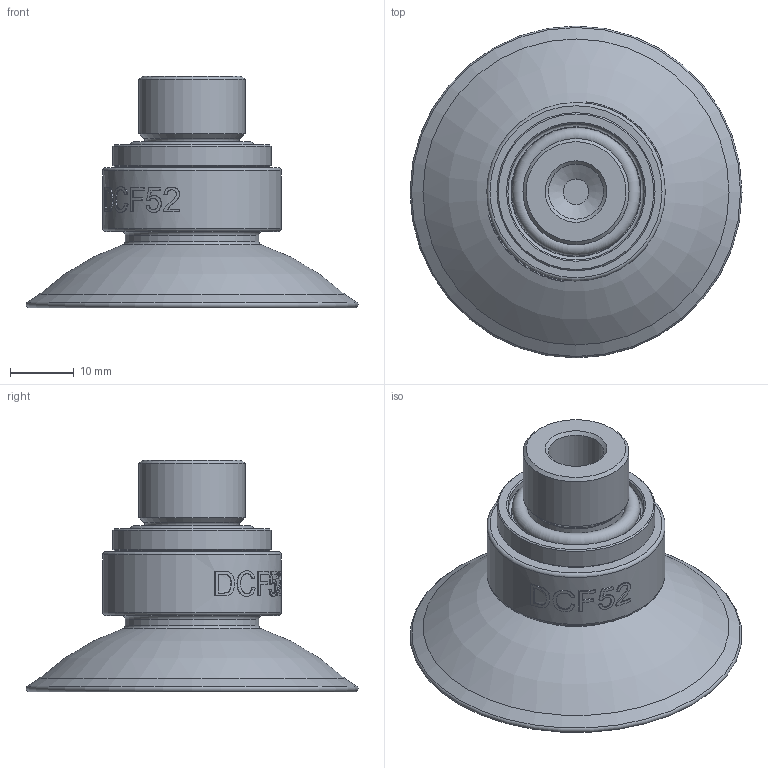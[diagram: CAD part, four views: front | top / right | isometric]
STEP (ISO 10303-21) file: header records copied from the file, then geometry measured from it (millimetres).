
FILE_DESCRIPTION(/* description */ ('Unknown'),/* implementation_level */ '2;1');
FILE_NAME(/* name */ 'SE-0418948',/* time_stamp */ '2018-02-10T19:39:58+01:00',/* author */ ('Unknown'),/* organization */ ('Unknown'),/* preprocessor_version */ 'ST-DEVELOPER v16.7',/* originating_system */ 'DEX',/* authorisation */ $);
FILE_SCHEMA (('AUTOMOTIVE_DESIGN {1 0 10303 214 3 1 1}'));
Length unit declared in the file: millimetre
Products named in the file (1): SE-0418948
Bounding box: 52.1 x 52.1 x 36.4 mm (x, y, z)
Volume: 23028.6 mm3; surface area: 8648.6 mm2
Topology: 1 solids, 2 shells, 210 faces, 539 edges, 356 vertices
Faces by surface type: cylinder 83, plane 61, bspline 46, torus 12, cone 8
Full cylindrical faces by diameter (mm): 4 x1, 8.651 x1, 10.5 x1, 14.8 x1, 16.662 x1, 21 x1, 21.4 x1, 24.8 x1, 28 x1
Entity records: 10760 total; most frequent: CARTESIAN_POINT 4964, ORIENTED_EDGE 1002, DIRECTION 630, EDGE_CURVE 501, VERTEX_POINT 347, B_SPLINE_CURVE_WITH_KNOTS 301, AXIS2_PLACEMENT_3D 265, EDGE_LOOP 264
